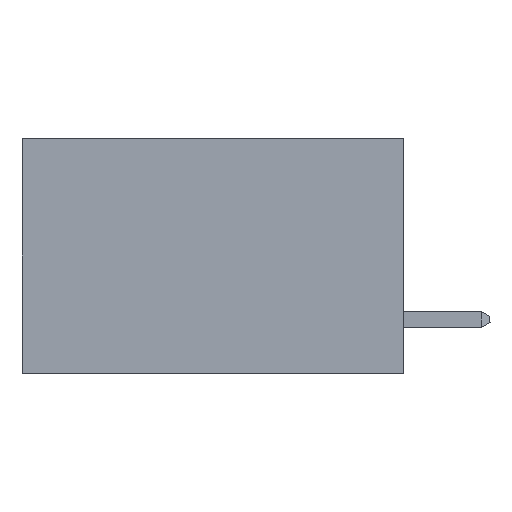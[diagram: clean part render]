
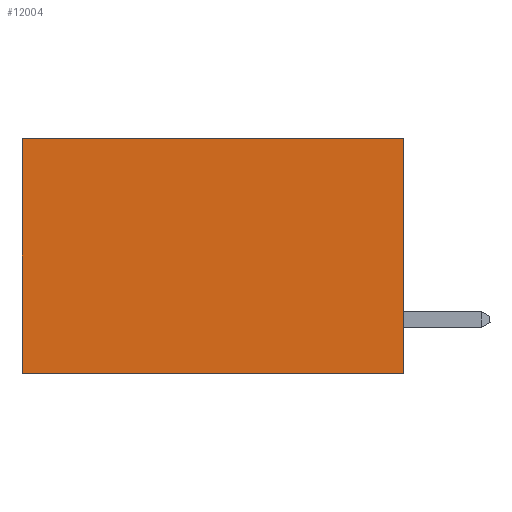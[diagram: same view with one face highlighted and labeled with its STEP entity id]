
A CAD part, left-side view. The second image highlights one B-rep face of the part: STEP entity #12004.
In plain terms, the highlighted planar face has unit normal (-1, 0, 0).
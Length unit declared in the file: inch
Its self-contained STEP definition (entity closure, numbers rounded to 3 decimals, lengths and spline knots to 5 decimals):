
#3278 = DIRECTION ( 'NONE',  ( 0., 1., 0. ) ) ;
#3676 = CARTESIAN_POINT ( 'NONE',  ( 0.2875, 0.6, 0. ) ) ;
#3731 = CARTESIAN_POINT ( 'NONE',  ( 0.2875, 0., -0.37 ) ) ;
#6323 = LINE ( 'NONE', #3676, #27217 ) ;
#6529 = VERTEX_POINT ( 'NONE', #28592 ) ;
#7914 = FACE_OUTER_BOUND ( 'NONE', #34310, .T. ) ;
#10408 = CARTESIAN_POINT ( 'NONE',  ( 0.2875, 0.6, -0.37 ) ) ;
#10797 = LINE ( 'NONE', #3731, #15156 ) ;
#11340 = EDGE_CURVE ( 'NONE', #28168, #22472, #44919, .T. ) ;
#12004 = ADVANCED_FACE ( 'NONE', ( #7914 ), #45306, .F. ) ;
#15156 = VECTOR ( 'NONE', #3278, 39.37008 ) ;
#16845 = VECTOR ( 'NONE', #23917, 39.37008 ) ;
#18046 = AXIS2_PLACEMENT_3D ( 'NONE', #42044, #43986, #22321 ) ;
#22321 = DIRECTION ( 'NONE',  ( 0., 0., -1. ) ) ;
#22361 = CARTESIAN_POINT ( 'NONE',  ( 0.2875, 0.6, 0. ) ) ;
#22472 = VERTEX_POINT ( 'NONE', #22361 ) ;
#22952 = LINE ( 'NONE', #27443, #29498 ) ;
#23917 = DIRECTION ( 'NONE',  ( 0., 1., 0. ) ) ;
#24212 = EDGE_CURVE ( 'NONE', #22472, #43335, #6323, .T. ) ;
#25012 = ORIENTED_EDGE ( 'NONE', *, *, #11340, .T. ) ;
#27217 = VECTOR ( 'NONE', #42565, 39.37008 ) ;
#27443 = CARTESIAN_POINT ( 'NONE',  ( 0.2875, 0., 0. ) ) ;
#28168 = VERTEX_POINT ( 'NONE', #41696 ) ;
#28592 = CARTESIAN_POINT ( 'NONE',  ( 0.2875, 0., -0.37 ) ) ;
#29498 = VECTOR ( 'NONE', #34581, 39.37008 ) ;
#30246 = ORIENTED_EDGE ( 'NONE', *, *, #42318, .F. ) ;
#32961 = ORIENTED_EDGE ( 'NONE', *, *, #42149, .F. ) ;
#34310 = EDGE_LOOP ( 'NONE', ( #37039, #30246, #32961, #25012 ) ) ;
#34581 = DIRECTION ( 'NONE',  ( 0., 0., -1. ) ) ;
#37039 = ORIENTED_EDGE ( 'NONE', *, *, #24212, .T. ) ;
#41696 = CARTESIAN_POINT ( 'NONE',  ( 0.2875, 0., 0. ) ) ;
#41783 = CARTESIAN_POINT ( 'NONE',  ( 0.2875, 0., 0. ) ) ;
#42044 = CARTESIAN_POINT ( 'NONE',  ( 0.2875, 0., 0. ) ) ;
#42149 = EDGE_CURVE ( 'NONE', #28168, #6529, #22952, .T. ) ;
#42318 = EDGE_CURVE ( 'NONE', #6529, #43335, #10797, .T. ) ;
#42565 = DIRECTION ( 'NONE',  ( 0., 0., -1. ) ) ;
#43335 = VERTEX_POINT ( 'NONE', #10408 ) ;
#43986 = DIRECTION ( 'NONE',  ( 1., 0., 0. ) ) ;
#44919 = LINE ( 'NONE', #41783, #16845 ) ;
#45306 = PLANE ( 'NONE',  #18046 ) ;
